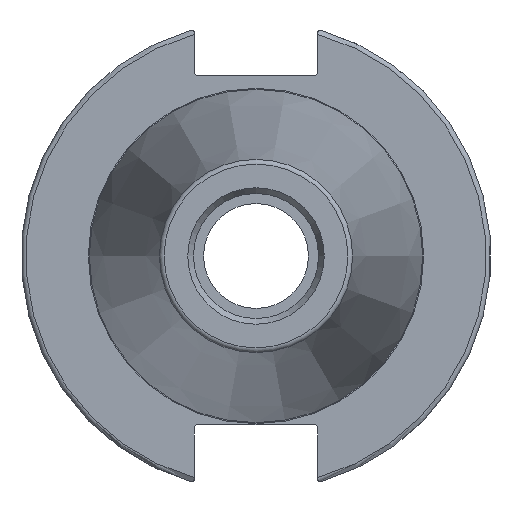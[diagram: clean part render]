
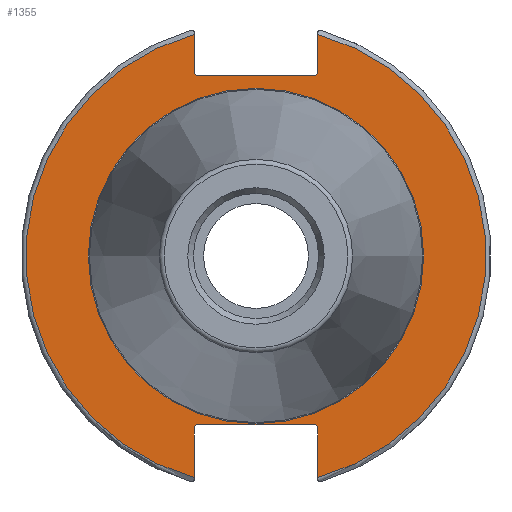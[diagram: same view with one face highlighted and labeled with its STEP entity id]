
A CAD part, left-side view. The second image highlights one B-rep face of the part: STEP entity #1355.
In plain terms, the highlighted planar face has unit normal (-1, 0, 0).
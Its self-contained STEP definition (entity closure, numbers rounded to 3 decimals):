
#285=FACE_BOUND('',#436,.T.);
#298=PLANE('',#1546);
#359=FACE_OUTER_BOUND('',#435,.T.);
#435=EDGE_LOOP('',(#1054,#1055,#1056,#1057,#1058,#1059,#1060,#1061,#1062,
#1063,#1064,#1065));
#436=EDGE_LOOP('',(#1066));
#515=LINE('',#2170,#591);
#516=LINE('',#2172,#592);
#517=LINE('',#2174,#593);
#518=LINE('',#2176,#594);
#519=LINE('',#2178,#595);
#520=LINE('',#2182,#596);
#521=LINE('',#2184,#597);
#522=LINE('',#2186,#598);
#523=LINE('',#2188,#599);
#524=LINE('',#2189,#600);
#591=VECTOR('',#1771,10.);
#592=VECTOR('',#1772,10.);
#593=VECTOR('',#1773,10.);
#594=VECTOR('',#1774,10.);
#595=VECTOR('',#1775,10.);
#596=VECTOR('',#1778,10.);
#597=VECTOR('',#1779,10.);
#598=VECTOR('',#1780,10.);
#599=VECTOR('',#1781,10.);
#600=VECTOR('',#1782,10.);
#668=CIRCLE('',#1544,35.125);
#670=CIRCLE('',#1547,48.213);
#671=CIRCLE('',#1548,48.213);
#742=VERTEX_POINT('',#2161);
#743=VERTEX_POINT('',#2166);
#744=VERTEX_POINT('',#2167);
#745=VERTEX_POINT('',#2169);
#746=VERTEX_POINT('',#2171);
#747=VERTEX_POINT('',#2173);
#748=VERTEX_POINT('',#2175);
#749=VERTEX_POINT('',#2177);
#750=VERTEX_POINT('',#2179);
#751=VERTEX_POINT('',#2181);
#752=VERTEX_POINT('',#2183);
#753=VERTEX_POINT('',#2185);
#754=VERTEX_POINT('',#2187);
#861=EDGE_CURVE('',#742,#742,#668,.T.);
#863=EDGE_CURVE('',#743,#744,#670,.T.);
#864=EDGE_CURVE('',#743,#745,#515,.T.);
#865=EDGE_CURVE('',#746,#745,#516,.T.);
#866=EDGE_CURVE('',#746,#747,#517,.T.);
#867=EDGE_CURVE('',#748,#747,#518,.T.);
#868=EDGE_CURVE('',#748,#749,#519,.T.);
#869=EDGE_CURVE('',#750,#749,#671,.T.);
#870=EDGE_CURVE('',#750,#751,#520,.T.);
#871=EDGE_CURVE('',#752,#751,#521,.T.);
#872=EDGE_CURVE('',#752,#753,#522,.T.);
#873=EDGE_CURVE('',#754,#753,#523,.T.);
#874=EDGE_CURVE('',#754,#744,#524,.T.);
#1054=ORIENTED_EDGE('',*,*,#863,.F.);
#1055=ORIENTED_EDGE('',*,*,#864,.T.);
#1056=ORIENTED_EDGE('',*,*,#865,.F.);
#1057=ORIENTED_EDGE('',*,*,#866,.T.);
#1058=ORIENTED_EDGE('',*,*,#867,.F.);
#1059=ORIENTED_EDGE('',*,*,#868,.T.);
#1060=ORIENTED_EDGE('',*,*,#869,.F.);
#1061=ORIENTED_EDGE('',*,*,#870,.T.);
#1062=ORIENTED_EDGE('',*,*,#871,.F.);
#1063=ORIENTED_EDGE('',*,*,#872,.T.);
#1064=ORIENTED_EDGE('',*,*,#873,.F.);
#1065=ORIENTED_EDGE('',*,*,#874,.T.);
#1066=ORIENTED_EDGE('',*,*,#861,.F.);
#1355=ADVANCED_FACE('',(#359,#285),#298,.T.);
#1544=AXIS2_PLACEMENT_3D('',#2163,#1763,#1764);
#1546=AXIS2_PLACEMENT_3D('',#2165,#1767,#1768);
#1547=AXIS2_PLACEMENT_3D('',#2168,#1769,#1770);
#1548=AXIS2_PLACEMENT_3D('',#2180,#1776,#1777);
#1763=DIRECTION('center_axis',(-1.,0.,0.));
#1764=DIRECTION('ref_axis',(0.,-1.,0.));
#1767=DIRECTION('center_axis',(-1.,0.,0.));
#1768=DIRECTION('ref_axis',(0.,0.,1.));
#1769=DIRECTION('center_axis',(1.,0.,0.));
#1770=DIRECTION('ref_axis',(0.,-1.,0.));
#1771=DIRECTION('',(0.,0.,-1.));
#1772=DIRECTION('',(0.,-0.707,0.707));
#1773=DIRECTION('',(0.,1.,0.));
#1774=DIRECTION('',(0.,-0.707,-0.707));
#1775=DIRECTION('',(0.,0.,1.));
#1776=DIRECTION('center_axis',(1.,0.,0.));
#1777=DIRECTION('ref_axis',(0.,1.,0.));
#1778=DIRECTION('',(0.,0.,1.));
#1779=DIRECTION('',(0.,0.707,-0.707));
#1780=DIRECTION('',(0.,-1.,0.));
#1781=DIRECTION('',(0.,0.707,0.707));
#1782=DIRECTION('',(0.,0.,-1.));
#2161=CARTESIAN_POINT('',(3.175,0.,35.125));
#2163=CARTESIAN_POINT('Origin',(3.175,0.,0.));
#2165=CARTESIAN_POINT('Origin',(3.175,49.213,0.));
#2166=CARTESIAN_POINT('',(3.175,-12.95,46.441));
#2167=CARTESIAN_POINT('',(3.175,-12.95,-46.441));
#2168=CARTESIAN_POINT('Origin',(3.175,0.,0.));
#2169=CARTESIAN_POINT('',(3.175,-12.95,38.219));
#2170=CARTESIAN_POINT('',(3.175,-12.95,18.86));
#2171=CARTESIAN_POINT('',(3.175,-12.45,37.719));
#2172=CARTESIAN_POINT('',(3.175,12.27,12.999));
#2173=CARTESIAN_POINT('',(3.175,12.45,37.719));
#2174=CARTESIAN_POINT('',(3.175,24.606,37.719));
#2175=CARTESIAN_POINT('',(3.175,12.95,38.219));
#2176=CARTESIAN_POINT('',(3.175,12.336,37.605));
#2177=CARTESIAN_POINT('',(3.175,12.95,46.441));
#2178=CARTESIAN_POINT('',(3.175,12.95,18.86));
#2179=CARTESIAN_POINT('',(3.175,12.95,-46.441));
#2180=CARTESIAN_POINT('Origin',(3.175,0.,0.));
#2181=CARTESIAN_POINT('',(3.175,12.95,-35.806));
#2182=CARTESIAN_POINT('',(3.175,12.95,-17.653));
#2183=CARTESIAN_POINT('',(3.175,12.45,-35.306));
#2184=CARTESIAN_POINT('',(3.175,12.939,-35.795));
#2185=CARTESIAN_POINT('',(3.175,-12.45,-35.306));
#2186=CARTESIAN_POINT('',(3.175,24.606,-35.306));
#2187=CARTESIAN_POINT('',(3.175,-12.95,-35.806));
#2188=CARTESIAN_POINT('',(3.175,11.667,-11.189));
#2189=CARTESIAN_POINT('',(3.175,-12.95,-17.653));
